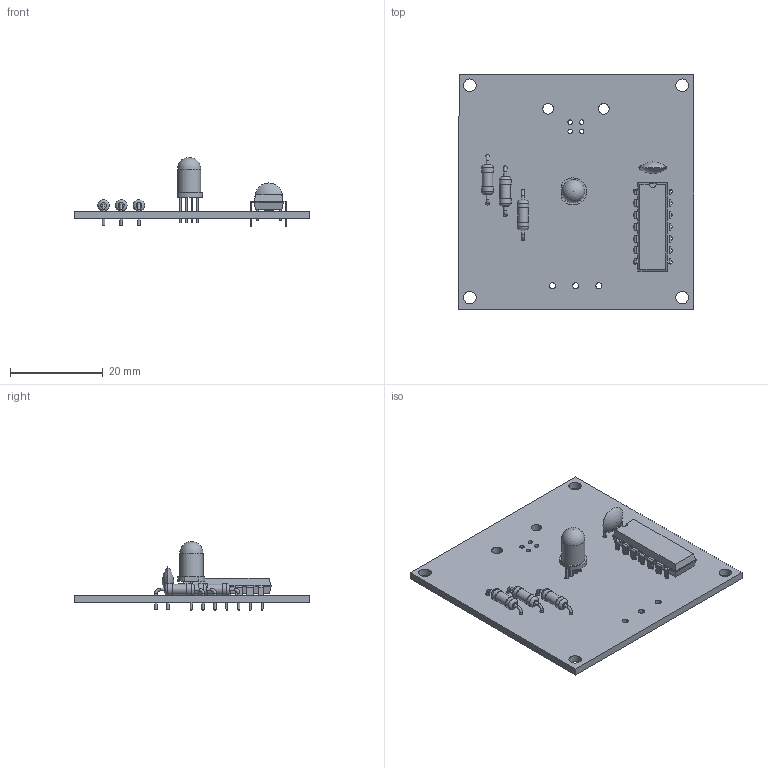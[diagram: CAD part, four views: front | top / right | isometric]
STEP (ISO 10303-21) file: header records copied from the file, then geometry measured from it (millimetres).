
FILE_DESCRIPTION(('KiCad electronic assembly'),'2;1');
FILE_NAME('ATtinyRGBLamp.step','2021-06-14T22:01:55',('An Author'),( 'A Company'),'Open CASCADE STEP processor 7.5', 'KiCad to STEP converter','Unknown');
FILE_SCHEMA(('AUTOMOTIVE_DESIGN { 1 0 10303 214 1 1 1 1 }'));
Length unit declared in the file: millimetre
Products named in the file (10): Open CASCADE STEP translator 7.5 1; C_Disc_D6.0mm_W2.5mm_P5.00mm; SOLID; LED_D5.0mm-4_RGB; DIP-14_W7.62mm; R_Axial_DIN0207_L6.3mm_D2.5mm_P10.16mm_Horizontal; COMPOUND
Assembly tree (11 placements, depth 3):
  Open CASCADE STEP translator 7.5 1
    C_Disc_D6.0mm_W2.5mm_P5.00mm
      SOLID
    LED_D5.0mm-4_RGB
      SOLID
    DIP-14_W7.62mm
      SOLID
    R_Axial_DIN0207_L6.3mm_D2.5mm_P10.16mm_Horizontal  x3
      SOLID
    COMPOUND
Bounding box: 50.8 x 50.55 x 14.9 mm (x, y, z)
Volume: 4692.7 mm3; surface area: 6632 mm2
Topology: 7 solids, 7 shells, 384 faces, 980 edges, 623 vertices
Faces by surface type: plane 244, cylinder 97, bspline 26, torus 12, sphere 3, revolution 2
Full cylindrical faces by diameter (mm): 0.5 x2, 0.6 x12, 0.8 x22, 0.9 x4, 0.95 x4, 1.3 x3, 2.25 x3, 2.3 x2, 2.5 x6, 2.7 x4, 5 x1
Entity records: 28760 total; most frequent: CARTESIAN_POINT 7992, DIRECTION 3380, LINE 2310, VECTOR 2310, ORIENTED_EDGE 1846, PCURVE 1846, DEFINITIONAL_REPRESENTATION 1846, EDGE_CURVE 923
